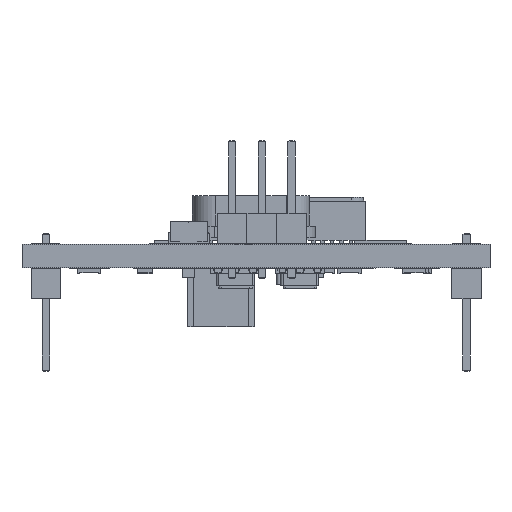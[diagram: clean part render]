
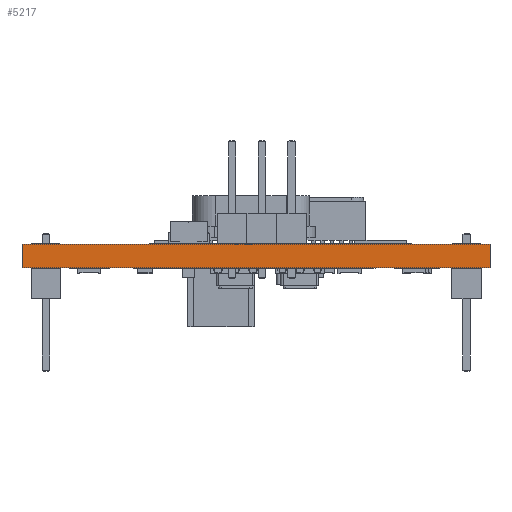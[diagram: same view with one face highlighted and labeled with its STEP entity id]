
A CAD part, front view. The second image highlights one B-rep face of the part: STEP entity #5217.
In plain terms, the highlighted planar face has unit normal (0, -1, 0).
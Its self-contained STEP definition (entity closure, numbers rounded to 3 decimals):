
#5217=ADVANCED_FACE('',(#20537),#20539,.T.);
#20537=FACE_BOUND('',#20538,.T.);
#20538=EDGE_LOOP('',(#32817,#32818,#32819,#32820));
#20539=PLANE('',#20540);
#20540=AXIS2_PLACEMENT_3D('',#20541,#20542,#20543);
#20541=CARTESIAN_POINT('',(0.,-75.,0.));
#20542=DIRECTION('',(0.,-1.,0.));
#20543=DIRECTION('',(1.,0.,0.));
#32817=ORIENTED_EDGE('',*,*,#41219,.T.);
#32818=ORIENTED_EDGE('',*,*,#41572,.T.);
#32819=ORIENTED_EDGE('',*,*,#41129,.F.);
#32820=ORIENTED_EDGE('',*,*,#41571,.F.);
#41129=EDGE_CURVE('',#46038,#46040,#46041,.T.);
#41219=EDGE_CURVE('',#46216,#46213,#46217,.T.);
#41571=EDGE_CURVE('',#46216,#46038,#46913,.T.);
#41572=EDGE_CURVE('',#46213,#46040,#46914,.T.);
#46038=VERTEX_POINT('',#54574);
#46040=VERTEX_POINT('',#54578);
#46041=LINE('',#54579,#54580);
#46213=VERTEX_POINT('',#54935);
#46216=VERTEX_POINT('',#54940);
#46217=LINE('',#54941,#54942);
#46913=LINE('',#56347,#56348);
#46914=LINE('',#56350,#56351);
#54574=CARTESIAN_POINT('',(0.,-75.,2.));
#54578=CARTESIAN_POINT('',(40.,-75.,2.));
#54579=CARTESIAN_POINT('',(0.,-75.,2.));
#54580=VECTOR('',#54581,1.);
#54581=DIRECTION('',(1.,0.,0.));
#54935=CARTESIAN_POINT('',(40.,-75.,0.));
#54940=CARTESIAN_POINT('',(0.,-75.,0.));
#54941=CARTESIAN_POINT('',(0.,-75.,0.));
#54942=VECTOR('',#54943,1.);
#54943=DIRECTION('',(1.,0.,0.));
#56347=CARTESIAN_POINT('',(0.,-75.,0.));
#56348=VECTOR('',#56349,1.);
#56349=DIRECTION('',(0.,0.,1.));
#56350=CARTESIAN_POINT('',(40.,-75.,0.));
#56351=VECTOR('',#56352,1.);
#56352=DIRECTION('',(0.,0.,1.));
